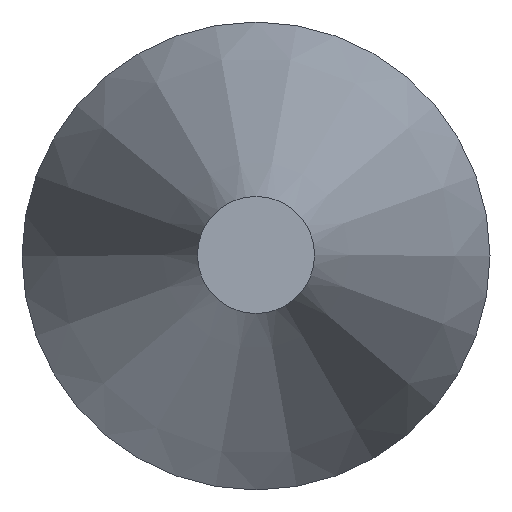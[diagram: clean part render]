
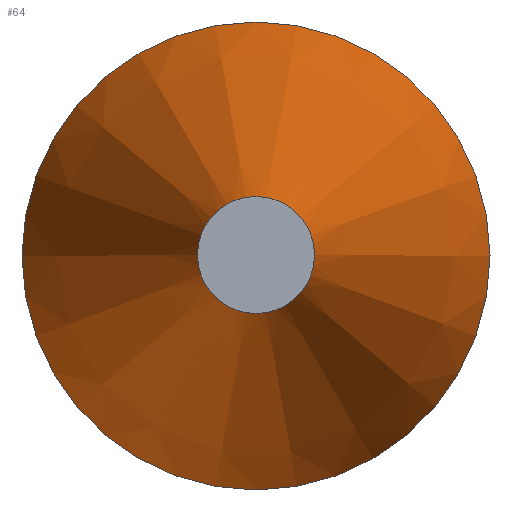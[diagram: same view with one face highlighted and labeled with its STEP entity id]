
A CAD part, top view. The second image highlights one B-rep face of the part: STEP entity #64.
In plain terms, the highlighted conical face has half-angle 16.699 degrees and reference radius 4 mm.
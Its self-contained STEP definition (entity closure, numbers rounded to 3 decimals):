
#16=LINE('',#122,#18);
#18=VECTOR('',#104,4.);
#20=CONICAL_SURFACE('',#86,4.,0.291);
#24=FACE_OUTER_BOUND('',#30,.T.);
#30=EDGE_LOOP('',(#50,#51,#52,#53));
#33=CIRCLE('',#82,4.);
#35=CIRCLE('',#85,1.);
#37=VERTEX_POINT('',#114);
#39=VERTEX_POINT('',#119);
#41=EDGE_CURVE('',#37,#37,#33,.T.);
#43=EDGE_CURVE('',#39,#39,#35,.T.);
#44=EDGE_CURVE('',#39,#37,#16,.T.);
#50=ORIENTED_EDGE('',*,*,#43,.T.);
#51=ORIENTED_EDGE('',*,*,#44,.T.);
#52=ORIENTED_EDGE('',*,*,#41,.T.);
#53=ORIENTED_EDGE('',*,*,#44,.F.);
#64=ADVANCED_FACE('',(#24),#20,.T.);
#82=AXIS2_PLACEMENT_3D('',#115,#94,#95);
#85=AXIS2_PLACEMENT_3D('',#120,#100,#101);
#86=AXIS2_PLACEMENT_3D('',#121,#102,#103);
#94=DIRECTION('center_axis',(0.,0.,1.));
#95=DIRECTION('ref_axis',(-1.,0.,0.));
#100=DIRECTION('center_axis',(0.,0.,-1.));
#101=DIRECTION('ref_axis',(1.,0.,0.));
#102=DIRECTION('center_axis',(0.,0.,-1.));
#103=DIRECTION('ref_axis',(-1.,0.,0.));
#104=DIRECTION('',(0.287,0.,-0.958));
#114=CARTESIAN_POINT('',(4.,0.,5.));
#115=CARTESIAN_POINT('Origin',(0.,0.,5.));
#119=CARTESIAN_POINT('',(1.,0.,15.));
#120=CARTESIAN_POINT('Origin',(0.,0.,15.));
#121=CARTESIAN_POINT('Origin',(0.,0.,5.));
#122=CARTESIAN_POINT('',(4.,0.,5.));
